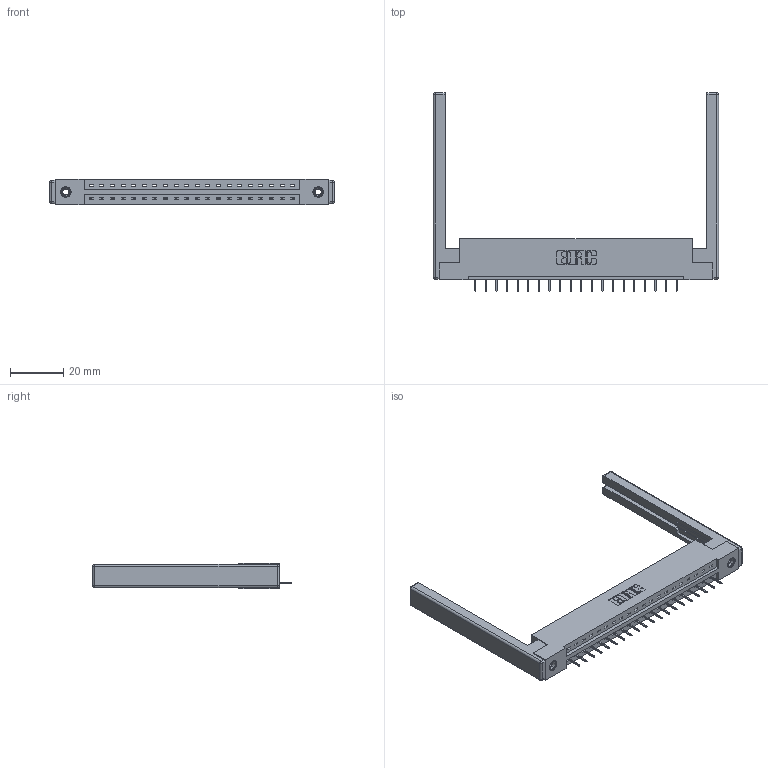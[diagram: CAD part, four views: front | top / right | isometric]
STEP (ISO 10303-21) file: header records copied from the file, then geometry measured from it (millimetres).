
FILE_DESCRIPTION (( 'STEP AP203' ), '1' );
FILE_NAME ('387-020-524-168.STEP', '2019-10-02T22:29:29', ( '' ), ( '' ), 'SwSTEP 2.0', 'SolidWorks 2016', '' );
FILE_SCHEMA (( 'CONFIG_CONTROL_DESIGN' ));
Length unit declared in the file: inch
Products named in the file (5): 345-250-001_345-250-001-102; 337 Part_Flush Mounting Lugs - 0.156 Dia-TI; 345-292-001_345-293-124; 307-220-068; 387-020-524-168
Assembly tree (25 placements, depth 2):
  387-020-524-168
    337 Part_Flush Mounting Lugs - 0.156 Dia-TI
    345-292-001_345-293-124  x20
    345-250-001_345-250-001-102  x2
    307-220-068  x2
Bounding box: 106.68 x 74.43 x 9.4 mm (x, y, z)
Volume: 15124.5 mm3; surface area: 14784 mm2
Topology: 25 solids, 25 shells, 1588 faces, 4541 edges, 2926 vertices
Faces by surface type: plane 1198, cylinder 366, cone 12, sphere 8, torus 4
Entity records: 20546 total; most frequent: CARTESIAN_POINT 3531, ORIENTED_EDGE 3476, DIRECTION 3092, EDGE_CURVE 1738, LINE 1564, VECTOR 1564, VERTEX_POINT 1146, AXIS2_PLACEMENT_3D 764
